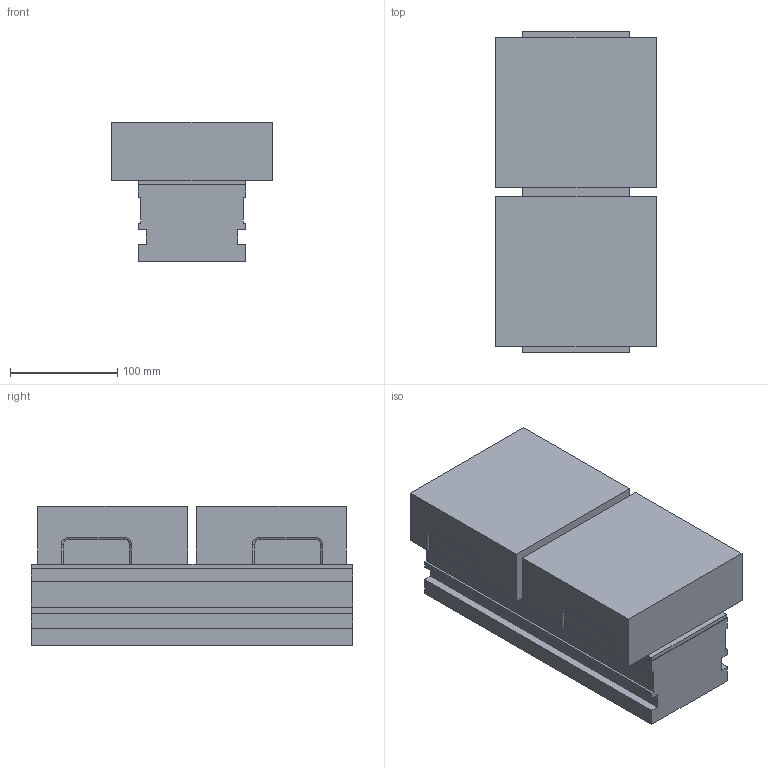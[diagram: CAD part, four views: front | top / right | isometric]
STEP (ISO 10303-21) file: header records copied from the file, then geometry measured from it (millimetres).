
FILE_DESCRIPTION (( 'STEP AP203' ), '1' );
FILE_NAME ('10301.STEP', '2025-03-15T08:49:01', ( '微软用户' ), ( '微软中国' ), 'SwSTEP 2.0', 'SolidWorks 2016', '' );
FILE_SCHEMA (( 'CONFIG_CONTROL_DESIGN' ));
Length unit declared in the file: millimetre
Products named in the file (6): 10301; Assem2_15; 5_5; 2_5; Assem3_10; 3_5
Assembly tree (6 placements, depth 3):
  10301
    5_5
    Assem3_10
      3_5
    Assem2_15  x2
      2_5
Bounding box: 150 x 300 x 130 mm (x, y, z)
Volume: 4362122.1 mm3; surface area: 347750.3 mm2
Topology: 4 solids, 4 shells, 158 faces, 392 edges, 256 vertices
Faces by surface type: plane 86, cylinder 64, bspline 8
Entity records: 4610 total; most frequent: CARTESIAN_POINT 747, DIRECTION 700, ORIENTED_EDGE 644, EDGE_CURVE 322, AXIS2_PLACEMENT_3D 245, VERTEX_POINT 212, LINE 210, VECTOR 210
